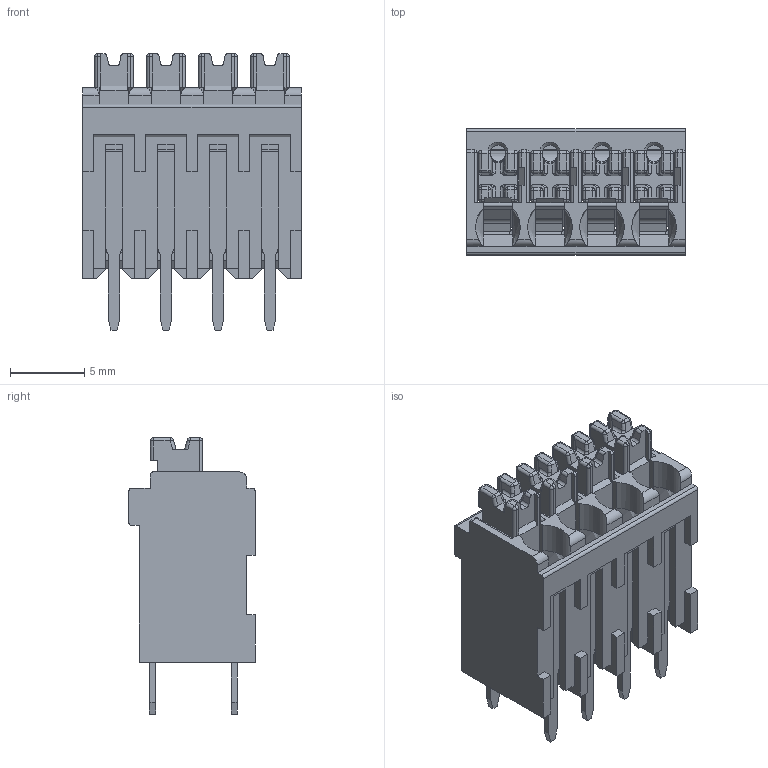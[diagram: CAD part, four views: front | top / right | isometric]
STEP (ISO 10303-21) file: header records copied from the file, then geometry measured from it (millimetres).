
FILE_DESCRIPTION(/* description */ ('Unknown'),/* implementation_level */ '2;1');
FILE_NAME(/* name */ '691410100004',/* time_stamp */ '2021-08-11T15:34:11+02:00',/* author */ ('Unknown'),/* organization */ ('Unknown'),/* preprocessor_version */ 'ST-DEVELOPER v16.7',/* originating_system */ 'Solid Edge',/* authorisation */ 'Unknown');
FILE_SCHEMA (('AUTOMOTIVE_DESIGN {1 0 10303 214 3 1 1}'));
Length unit declared in the file: millimetre
Products named in the file (5): 6914101000xx; 691410100004; 6914101000xx_SolderPin; 6914101000xx_SpringClamp; 6914101000xx_Lever
Assembly tree (13 placements, depth 2):
  6914101000xx
    691410100004
    6914101000xx_SolderPin  x4
    6914101000xx_SpringClamp  x4
    6914101000xx_Lever  x4
Bounding box: 14.7 x 8.5 x 18.6 mm (x, y, z)
Volume: 777.2 mm3; surface area: 2921.1 mm2
Topology: 13 solids, 13 shells, 1385 faces, 3783 edges, 2347 vertices
Faces by surface type: plane 853, cylinder 387, sphere 65, bspline 56, torus 16, cone 8
Entity records: 19774 total; most frequent: CARTESIAN_POINT 3861, ORIENTED_EDGE 3392, DIRECTION 3159, EDGE_CURVE 1696, LINE 1363, VECTOR 1363, VERTEX_POINT 1075, AXIS2_PLACEMENT_3D 898
